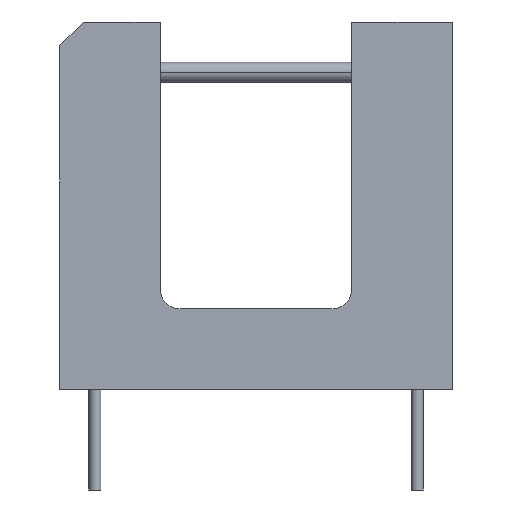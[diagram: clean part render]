
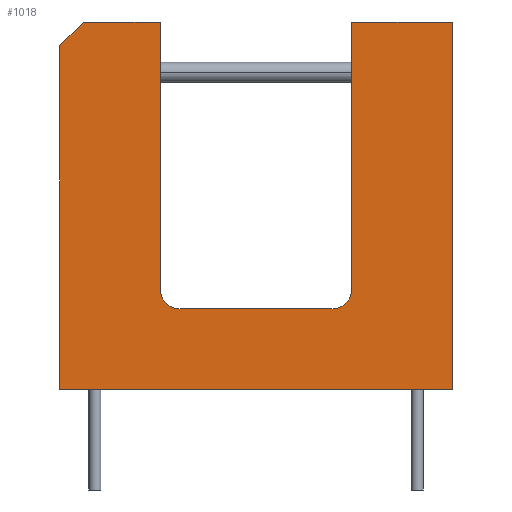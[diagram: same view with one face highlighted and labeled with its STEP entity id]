
A CAD part, left-side view. The second image highlights one B-rep face of the part: STEP entity #1018.
In plain terms, the highlighted planar face has unit normal (-1, 0, 0).
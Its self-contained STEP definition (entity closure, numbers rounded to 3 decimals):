
#6 = VERTEX_POINT ( 'NONE', #976 ) ;
#8 = EDGE_CURVE ( 'NONE', #612, #919, #288, .T. ) ;
#28 = CARTESIAN_POINT ( 'NONE',  ( -77.33, -187.31, 53.7 ) ) ;
#35 = EDGE_CURVE ( 'NONE', #6, #530, #437, .T. ) ;
#41 = EDGE_CURVE ( 'NONE', #286, #260, #1002, .T. ) ;
#65 = DIRECTION ( 'NONE',  ( 0., 1., 0. ) ) ;
#68 = CARTESIAN_POINT ( 'NONE',  ( -77.33, -187.31, 53.7 ) ) ;
#72 = DIRECTION ( 'NONE',  ( 0., 0., -1. ) ) ;
#74 = ORIENTED_EDGE ( 'NONE', *, *, #777, .T. ) ;
#88 = VERTEX_POINT ( 'NONE', #377 ) ;
#97 = CARTESIAN_POINT ( 'NONE',  ( -77.33, -177.4, 62.37 ) ) ;
#102 = ORIENTED_EDGE ( 'NONE', *, *, #35, .T. ) ;
#103 = AXIS2_PLACEMENT_3D ( 'NONE', #914, #413, #422 ) ;
#113 = ORIENTED_EDGE ( 'NONE', *, *, #41, .T. ) ;
#129 = LINE ( 'NONE', #964, #1000 ) ;
#146 = CARTESIAN_POINT ( 'NONE',  ( -77.33, -179.94, 55.73 ) ) ;
#157 = CARTESIAN_POINT ( 'NONE',  ( -77.33, -184.27, 55.73 ) ) ;
#166 = VECTOR ( 'NONE', #500, 1000. ) ;
#184 = VERTEX_POINT ( 'NONE', #388 ) ;
#187 = CARTESIAN_POINT ( 'NONE',  ( -77.33, -180.44, 56.23 ) ) ;
#188 = LINE ( 'NONE', #293, #605 ) ;
#192 = EDGE_CURVE ( 'NONE', #919, #905, #640, .T. ) ;
#224 = DIRECTION ( 'NONE',  ( 0., -1., 0. ) ) ;
#229 = DIRECTION ( 'NONE',  ( 0., 1., 0. ) ) ;
#248 = EDGE_LOOP ( 'NONE', ( #1043, #1034, #651, #1022, #636, #102, #74, #113, #516, #318, #758 ) ) ;
#260 = VERTEX_POINT ( 'NONE', #157 ) ;
#286 = VERTEX_POINT ( 'NONE', #478 ) ;
#288 = LINE ( 'NONE', #482, #321 ) ;
#293 = CARTESIAN_POINT ( 'NONE',  ( -77.33, -184.77, 62.97 ) ) ;
#311 = DIRECTION ( 'NONE',  ( 0., 0., 1. ) ) ;
#318 = ORIENTED_EDGE ( 'NONE', *, *, #566, .T. ) ;
#321 = VECTOR ( 'NONE', #72, 1000. ) ;
#334 = LINE ( 'NONE', #146, #892 ) ;
#377 = CARTESIAN_POINT ( 'NONE',  ( -77.33, -178., 62.97 ) ) ;
#386 = LINE ( 'NONE', #444, #518 ) ;
#388 = CARTESIAN_POINT ( 'NONE',  ( -77.33, -180.44, 55.73 ) ) ;
#390 = CARTESIAN_POINT ( 'NONE',  ( -77.33, -177.4, 53.7 ) ) ;
#395 = CARTESIAN_POINT ( 'NONE',  ( -77.33, -184.27, 56.23 ) ) ;
#399 = CARTESIAN_POINT ( 'NONE',  ( -77.33, -187.31, 62.97 ) ) ;
#413 = DIRECTION ( 'NONE',  ( -1., 0., 0. ) ) ;
#420 = DIRECTION ( 'NONE',  ( 0., 0., 1. ) ) ;
#422 = DIRECTION ( 'NONE',  ( 0., 0., 1. ) ) ;
#423 = CARTESIAN_POINT ( 'NONE',  ( -77.33, -179.94, 62.97 ) ) ;
#437 = LINE ( 'NONE', #399, #853 ) ;
#444 = CARTESIAN_POINT ( 'NONE',  ( -77.33, -175.543, 60.513 ) ) ;
#478 = CARTESIAN_POINT ( 'NONE',  ( -77.33, -184.77, 56.23 ) ) ;
#482 = CARTESIAN_POINT ( 'NONE',  ( -77.33, -177.4, 62.97 ) ) ;
#496 = PLANE ( 'NONE',  #103 ) ;
#500 = DIRECTION ( 'NONE',  ( 0., 1., 0. ) ) ;
#503 = CARTESIAN_POINT ( 'NONE',  ( -77.33, -184.77, 62.97 ) ) ;
#511 = DIRECTION ( 'NONE',  ( 1., 0., 0. ) ) ;
#516 = ORIENTED_EDGE ( 'NONE', *, *, #1041, .T. ) ;
#518 = VECTOR ( 'NONE', #717, 1000. ) ;
#528 = VERTEX_POINT ( 'NONE', #423 ) ;
#530 = VERTEX_POINT ( 'NONE', #503 ) ;
#538 = CARTESIAN_POINT ( 'NONE',  ( -77.33, -179.94, 56.23 ) ) ;
#544 = LINE ( 'NONE', #571, #166 ) ;
#548 = VECTOR ( 'NONE', #592, 1000. ) ;
#566 = EDGE_CURVE ( 'NONE', #184, #807, #797, .T. ) ;
#571 = CARTESIAN_POINT ( 'NONE',  ( -77.33, -184.77, 55.73 ) ) ;
#592 = DIRECTION ( 'NONE',  ( 0., 0., 1. ) ) ;
#605 = VECTOR ( 'NONE', #951, 1000. ) ;
#610 = EDGE_CURVE ( 'NONE', #905, #6, #680, .T. ) ;
#612 = VERTEX_POINT ( 'NONE', #97 ) ;
#620 = AXIS2_PLACEMENT_3D ( 'NONE', #187, #511, #420 ) ;
#636 = ORIENTED_EDGE ( 'NONE', *, *, #610, .T. ) ;
#640 = LINE ( 'NONE', #390, #1012 ) ;
#651 = ORIENTED_EDGE ( 'NONE', *, *, #8, .T. ) ;
#653 = FACE_OUTER_BOUND ( 'NONE', #248, .T. ) ;
#656 = AXIS2_PLACEMENT_3D ( 'NONE', #395, #1051, #786 ) ;
#680 = LINE ( 'NONE', #28, #548 ) ;
#717 = DIRECTION ( 'NONE',  ( 0., 0.707, -0.707 ) ) ;
#758 = ORIENTED_EDGE ( 'NONE', *, *, #847, .T. ) ;
#767 = EDGE_CURVE ( 'NONE', #88, #612, #386, .T. ) ;
#777 = EDGE_CURVE ( 'NONE', #530, #286, #188, .T. ) ;
#786 = DIRECTION ( 'NONE',  ( 0., 0., 1. ) ) ;
#797 = CIRCLE ( 'NONE', #620, 0.5 ) ;
#807 = VERTEX_POINT ( 'NONE', #538 ) ;
#814 = CARTESIAN_POINT ( 'NONE',  ( -77.33, -177.4, 53.7 ) ) ;
#847 = EDGE_CURVE ( 'NONE', #807, #528, #334, .T. ) ;
#853 = VECTOR ( 'NONE', #65, 1000. ) ;
#884 = EDGE_CURVE ( 'NONE', #528, #88, #129, .T. ) ;
#892 = VECTOR ( 'NONE', #311, 1000. ) ;
#905 = VERTEX_POINT ( 'NONE', #68 ) ;
#914 = CARTESIAN_POINT ( 'NONE',  ( -77.33, -182.355, 53.7 ) ) ;
#919 = VERTEX_POINT ( 'NONE', #814 ) ;
#951 = DIRECTION ( 'NONE',  ( 0., 0., -1. ) ) ;
#964 = CARTESIAN_POINT ( 'NONE',  ( -77.33, -179.94, 62.97 ) ) ;
#976 = CARTESIAN_POINT ( 'NONE',  ( -77.33, -187.31, 62.97 ) ) ;
#1000 = VECTOR ( 'NONE', #229, 1000. ) ;
#1002 = CIRCLE ( 'NONE', #656, 0.5 ) ;
#1012 = VECTOR ( 'NONE', #224, 1000. ) ;
#1018 = ADVANCED_FACE ( 'NONE', ( #653 ), #496, .T. ) ;
#1022 = ORIENTED_EDGE ( 'NONE', *, *, #192, .T. ) ;
#1034 = ORIENTED_EDGE ( 'NONE', *, *, #767, .T. ) ;
#1041 = EDGE_CURVE ( 'NONE', #260, #184, #544, .T. ) ;
#1043 = ORIENTED_EDGE ( 'NONE', *, *, #884, .T. ) ;
#1051 = DIRECTION ( 'NONE',  ( 1., 0., 0. ) ) ;
